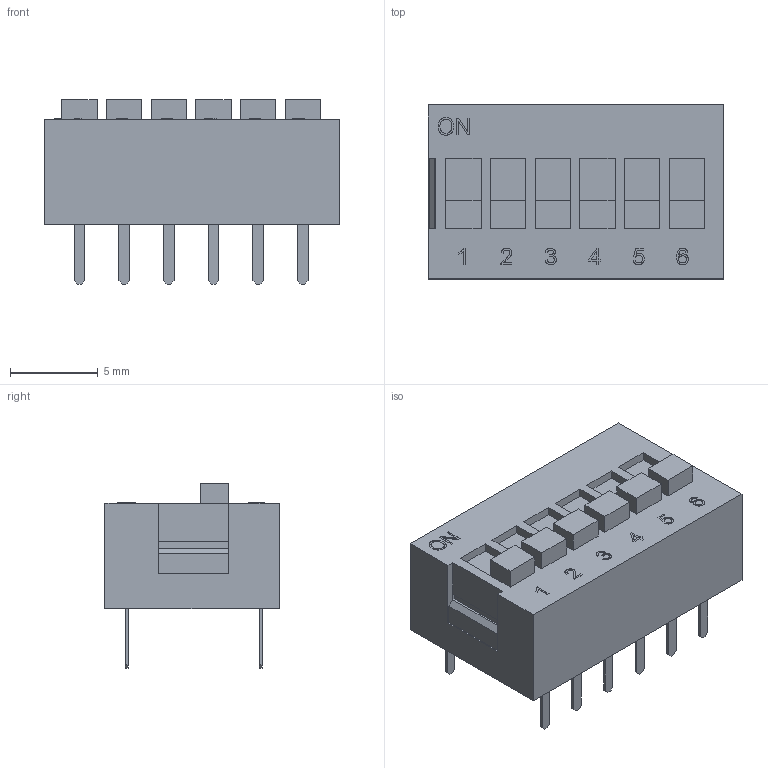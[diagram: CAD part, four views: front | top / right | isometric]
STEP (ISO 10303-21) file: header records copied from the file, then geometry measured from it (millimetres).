
FILE_DESCRIPTION(('FreeCAD Model'),'2;1');
FILE_NAME('DS_06.stp', '2015-04-18T14:18:48',('FreeCAD'),('FreeCAD'), 'Open CASCADE STEP processor 6.7','FreeCAD','Unknown');
FILE_SCHEMA(('AUTOMOTIVE_DESIGN_CC2 { 1 2 10303 214 -1 1 5 4 }'));
Length unit declared in the file: millimetre
Products named in the file (4): Array; Fusion; Array001; Pocket003
Bounding box: 16.8 x 9.9 x 10.5 mm (x, y, z)
Volume: 987.9 mm3; surface area: 872.3 mm2
Topology: 27 solids, 27 shells, 355 faces, 880 edges, 586 vertices
Faces by surface type: plane 244, extrusion 111
Entity records: 22564 total; most frequent: CARTESIAN_POINT 4694, DIRECTION 2795, VECTOR 2305, LINE 2194, ORIENTED_EDGE 1760, PCURVE 1760, DEFINITIONAL_REPRESENTATION 1760, EDGE_CURVE 880
